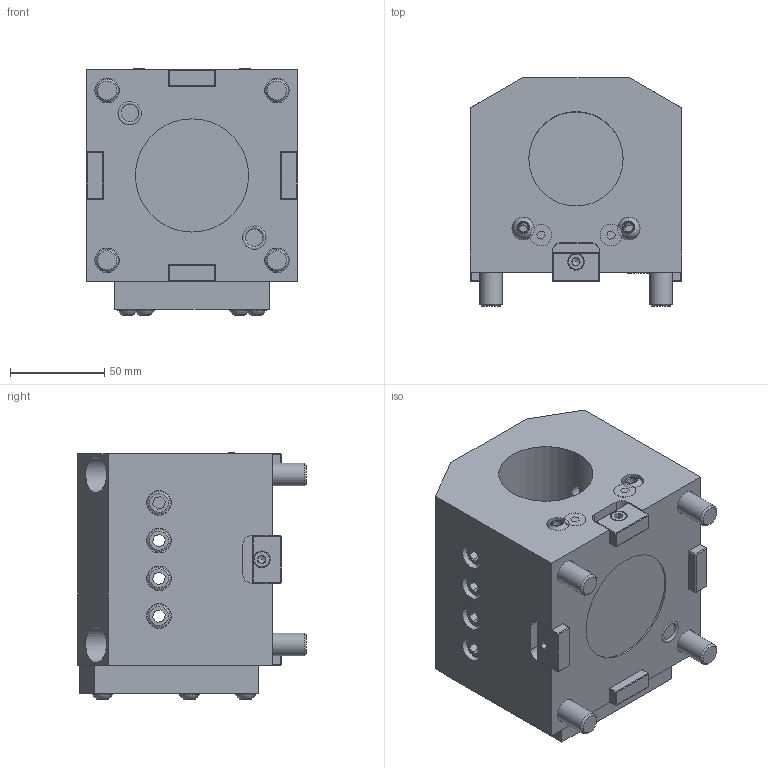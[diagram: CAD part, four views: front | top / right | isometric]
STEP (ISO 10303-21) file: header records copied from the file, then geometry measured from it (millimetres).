
FILE_DESCRIPTION (( 'STEP AP214' ), '1' );
FILE_NAME ('B75-00-0013.STEP', '2020-07-27T09:04:56', ( '' ), ( '' ), 'SwSTEP 2.0', 'SolidWorks 2016', '' );
FILE_SCHEMA (( 'AUTOMOTIVE_DESIGN' ));
Length unit declared in the file: millimetre
Products named in the file (1): B75-00-0013
Bounding box: 112.01 x 121 x 131.06 mm (x, y, z)
Surface area: 137799 mm2 (no closed solid volume)
Topology: 0 solids, 52 shells, 376 faces, 1201 edges, 839 vertices
Faces by surface type: plane 280, cylinder 52, cone 26, torus 10, sphere 8
Full cylindrical faces by diameter (mm): 5 x2, 8.5 x4, 9 x4, 10.2 x2, 10.5 x6, 11.57 x2, 12 x6, 13 x12, 19 x4, 50 x1, 60 x1
Entity records: 17190 total; most frequent: CARTESIAN_POINT 3005, DIRECTION 2066, ORIENTED_EDGE 1681, EDGE_CURVE 1083, LINE 816, VECTOR 816, VERTEX_POINT 807, AXIS2_PLACEMENT_3D 625
